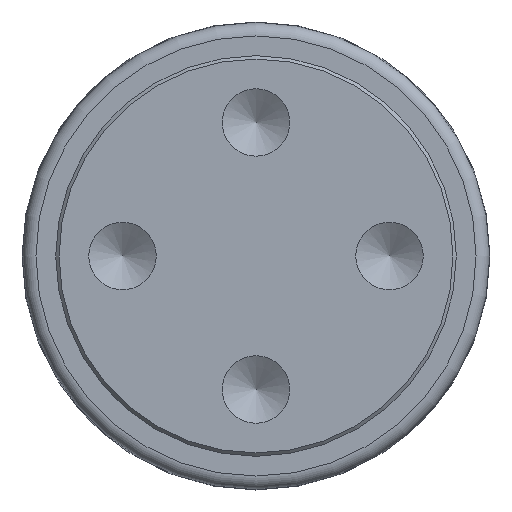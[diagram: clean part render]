
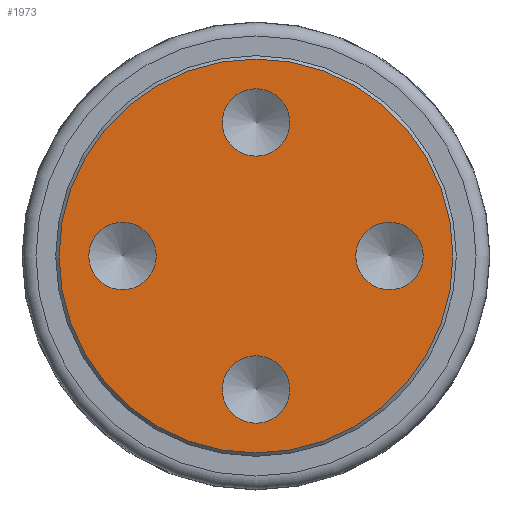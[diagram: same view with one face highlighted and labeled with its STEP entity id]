
A CAD part, left-side view. The second image highlights one B-rep face of the part: STEP entity #1973.
In plain terms, the highlighted planar face has unit normal (-1, 0, 0).
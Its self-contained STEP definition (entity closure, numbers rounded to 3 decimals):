
#33=FACE_BOUND('',#314,.T.);
#34=FACE_BOUND('',#315,.T.);
#35=FACE_BOUND('',#316,.T.);
#36=FACE_BOUND('',#317,.T.);
#76=PLANE('',#2211);
#194=FACE_OUTER_BOUND('',#313,.T.);
#313=EDGE_LOOP('',(#1776));
#314=EDGE_LOOP('',(#1777,#1778));
#315=EDGE_LOOP('',(#1779,#1780));
#316=EDGE_LOOP('',(#1781,#1782));
#317=EDGE_LOOP('',(#1783,#1784));
#472=CIRCLE('',#2207,29.5);
#475=CIRCLE('',#2212,5.053);
#476=CIRCLE('',#2213,5.053);
#477=CIRCLE('',#2214,5.053);
#478=CIRCLE('',#2215,5.053);
#479=CIRCLE('',#2216,5.053);
#480=CIRCLE('',#2217,5.053);
#481=CIRCLE('',#2218,5.053);
#482=CIRCLE('',#2219,5.053);
#931=VERTEX_POINT('',#3669);
#934=VERTEX_POINT('',#3679);
#935=VERTEX_POINT('',#3680);
#936=VERTEX_POINT('',#3683);
#937=VERTEX_POINT('',#3684);
#938=VERTEX_POINT('',#3687);
#939=VERTEX_POINT('',#3688);
#940=VERTEX_POINT('',#3691);
#941=VERTEX_POINT('',#3692);
#1218=EDGE_CURVE('',#931,#931,#472,.T.);
#1222=EDGE_CURVE('',#934,#935,#475,.T.);
#1223=EDGE_CURVE('',#935,#934,#476,.T.);
#1224=EDGE_CURVE('',#936,#937,#477,.T.);
#1225=EDGE_CURVE('',#937,#936,#478,.T.);
#1226=EDGE_CURVE('',#938,#939,#479,.T.);
#1227=EDGE_CURVE('',#939,#938,#480,.T.);
#1228=EDGE_CURVE('',#940,#941,#481,.T.);
#1229=EDGE_CURVE('',#941,#940,#482,.T.);
#1776=ORIENTED_EDGE('',*,*,#1218,.F.);
#1777=ORIENTED_EDGE('',*,*,#1222,.T.);
#1778=ORIENTED_EDGE('',*,*,#1223,.T.);
#1779=ORIENTED_EDGE('',*,*,#1224,.T.);
#1780=ORIENTED_EDGE('',*,*,#1225,.T.);
#1781=ORIENTED_EDGE('',*,*,#1226,.T.);
#1782=ORIENTED_EDGE('',*,*,#1227,.T.);
#1783=ORIENTED_EDGE('',*,*,#1228,.T.);
#1784=ORIENTED_EDGE('',*,*,#1229,.T.);
#1973=ADVANCED_FACE('',(#194,#33,#34,#35,#36),#76,.T.);
#2207=AXIS2_PLACEMENT_3D('',#3671,#2767,#2768);
#2211=AXIS2_PLACEMENT_3D('',#3678,#2776,#2777);
#2212=AXIS2_PLACEMENT_3D('',#3681,#2778,#2779);
#2213=AXIS2_PLACEMENT_3D('',#3682,#2780,#2781);
#2214=AXIS2_PLACEMENT_3D('',#3685,#2782,#2783);
#2215=AXIS2_PLACEMENT_3D('',#3686,#2784,#2785);
#2216=AXIS2_PLACEMENT_3D('',#3689,#2786,#2787);
#2217=AXIS2_PLACEMENT_3D('',#3690,#2788,#2789);
#2218=AXIS2_PLACEMENT_3D('',#3693,#2790,#2791);
#2219=AXIS2_PLACEMENT_3D('',#3694,#2792,#2793);
#2767=DIRECTION('center_axis',(1.,0.,0.));
#2768=DIRECTION('ref_axis',(0.,1.,0.));
#2776=DIRECTION('center_axis',(-1.,0.,0.));
#2777=DIRECTION('ref_axis',(0.,0.,-1.));
#2778=DIRECTION('center_axis',(1.,0.,0.));
#2779=DIRECTION('ref_axis',(0.,0.,-1.));
#2780=DIRECTION('center_axis',(1.,0.,0.));
#2781=DIRECTION('ref_axis',(0.,0.,-1.));
#2782=DIRECTION('center_axis',(1.,0.,0.));
#2783=DIRECTION('ref_axis',(0.,0.,-1.));
#2784=DIRECTION('center_axis',(1.,0.,0.));
#2785=DIRECTION('ref_axis',(0.,0.,-1.));
#2786=DIRECTION('center_axis',(1.,0.,0.));
#2787=DIRECTION('ref_axis',(0.,0.,-1.));
#2788=DIRECTION('center_axis',(1.,0.,0.));
#2789=DIRECTION('ref_axis',(0.,0.,-1.));
#2790=DIRECTION('center_axis',(1.,0.,0.));
#2791=DIRECTION('ref_axis',(0.,0.,-1.));
#2792=DIRECTION('center_axis',(1.,0.,0.));
#2793=DIRECTION('ref_axis',(0.,0.,-1.));
#3669=CARTESIAN_POINT('',(0.,-29.5,0.));
#3671=CARTESIAN_POINT('Origin',(0.,0.,0.));
#3678=CARTESIAN_POINT('Origin',(0.,-15.,0.));
#3679=CARTESIAN_POINT('',(0.,-20.,-5.053));
#3680=CARTESIAN_POINT('',(0.,-20.,5.053));
#3681=CARTESIAN_POINT('Origin',(0.,-20.,0.));
#3682=CARTESIAN_POINT('Origin',(0.,-20.,0.));
#3683=CARTESIAN_POINT('',(0.,0.,-25.053));
#3684=CARTESIAN_POINT('',(0.,0.,-14.947));
#3685=CARTESIAN_POINT('Origin',(0.,0.,-20.));
#3686=CARTESIAN_POINT('Origin',(0.,0.,-20.));
#3687=CARTESIAN_POINT('',(0.,20.,-5.053));
#3688=CARTESIAN_POINT('',(0.,20.,5.053));
#3689=CARTESIAN_POINT('Origin',(0.,20.,0.));
#3690=CARTESIAN_POINT('Origin',(0.,20.,0.));
#3691=CARTESIAN_POINT('',(0.,0.,14.947));
#3692=CARTESIAN_POINT('',(0.,0.,25.053));
#3693=CARTESIAN_POINT('Origin',(0.,0.,20.));
#3694=CARTESIAN_POINT('Origin',(0.,0.,20.));
